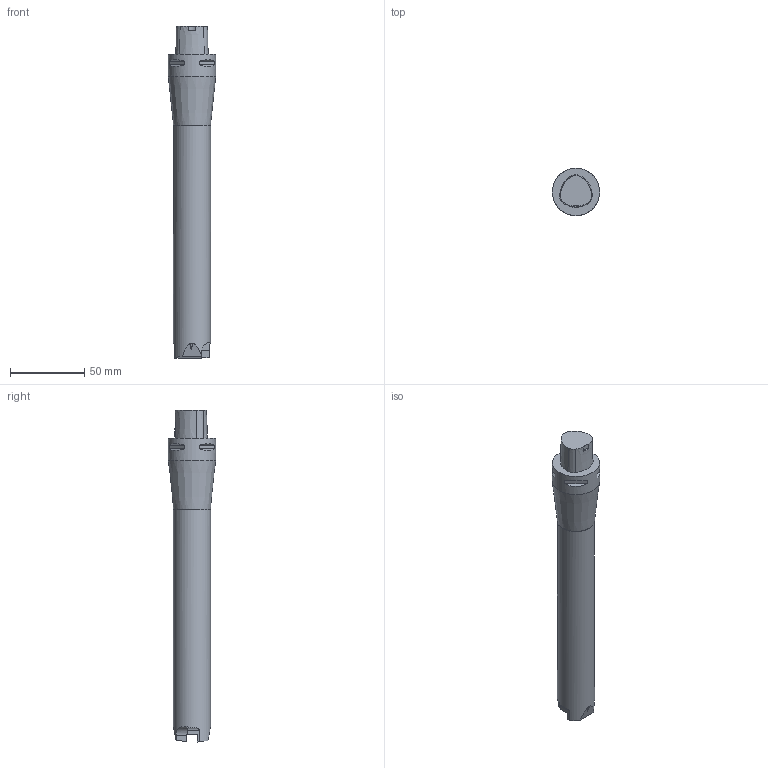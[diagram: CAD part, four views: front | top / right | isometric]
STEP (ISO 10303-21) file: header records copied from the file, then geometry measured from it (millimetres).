
FILE_DESCRIPTION(/* description */ (''),/* implementation_level */ '2;1');
FILE_NAME(/* name */ '1544793084901.stp',/* time_stamp */ '2018-12-14T14:11:39+01:00',/* author */ (''),/* organization */ ('SMS'),/* preprocessor_version */ 'ST-DEVELOPER v15',/* originating_system */ 'SIEMENS PLM Software NX 8.5',/* authorisation */ '');
FILE_SCHEMA (('AUTOMOTIVE_DESIGN { 1 0 10303 214 3 1 1 1 }'));
Length unit declared in the file: millimetre
Products named in the file (1): 201108498mod000_00
Bounding box: 32 x 32 x 224 mm (x, y, z)
Volume: 115107.7 mm3; surface area: 19434.3 mm2
Topology: 1 solids, 1 shells, 70 faces, 172 edges, 118 vertices
Faces by surface type: plane 47, extrusion 8, cylinder 7, cone 7, torus 1
Full cylindrical faces by diameter (mm): 25 x1, 32 x1
Entity records: 2407 total; most frequent: CARTESIAN_POINT 734, ORIENTED_EDGE 332, DIRECTION 310, EDGE_CURVE 166, VERTEX_POINT 112, AXIS2_PLACEMENT_3D 105, VECTOR 100, LINE 92
